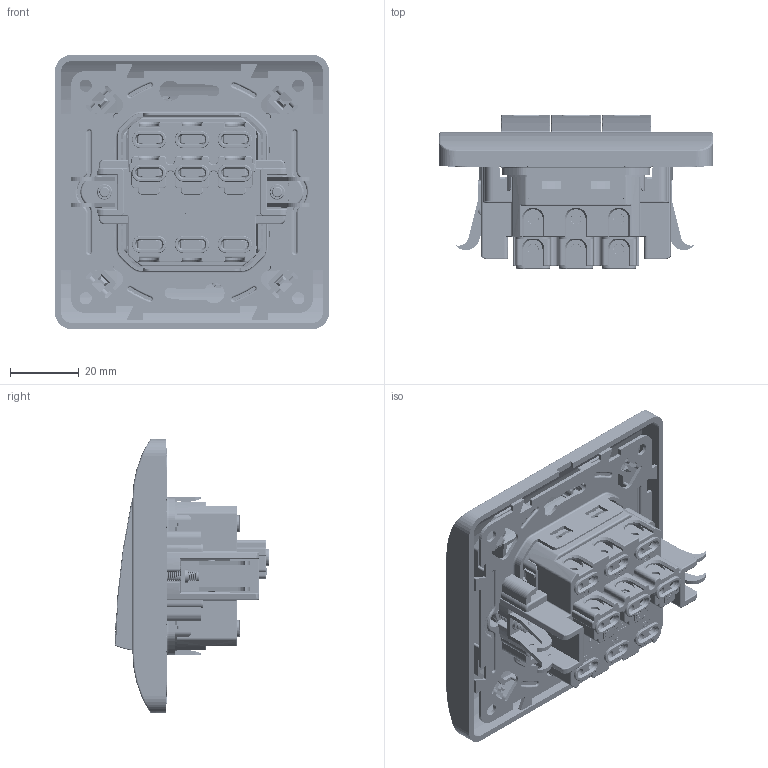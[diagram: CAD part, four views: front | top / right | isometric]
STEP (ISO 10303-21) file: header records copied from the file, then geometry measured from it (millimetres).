
FILE_DESCRIPTION((''),'2;1');
FILE_NAME('ASM0094_ASM','2024-01-25T',('wznwsJS'),(''),'PRO/ENGINEER BY PARAMETRIC TECHNOLOGY CORPORATION, 2008380','PRO/ENGINEER BY PARAMETRIC TECHNOLOGY CORPORATION, 2008380','');
FILE_SCHEMA(('CONFIG_CONTROL_DESIGN'));
Products named in the file (30): PRT0472; PRT0473; PRT0474; PRT0475; ASM0135_ASM; PRT0476; PRT0477; PRT0478; PRT0479; ASM0136_ASM; PRT0480; PRT0481; ASM0137_ASM; PRT0482; PRT0483; PRT0484; PRT0485; PRT0486; PRT0487; PRT0488; PRT0489; PRT0490; PRT0491; ASM0134_ASM; ASM0097_ASM; PRT0242; ASM0096_ASM; ASM0095_ASM; PRT0159; ASM0094_ASM
Assembly tree (47 placements, depth 7):
  ASM0094_ASM
    ASM0095_ASM
      ASM0096_ASM
        ASM0097_ASM
          ASM0134_ASM
            PRT0472
            ASM0135_ASM  x3
              PRT0473
              PRT0474
              PRT0475
            ASM0136_ASM  x6
              PRT0476
              PRT0477
              PRT0478
              PRT0479
            ASM0137_ASM  x3
              PRT0480
              PRT0481
            PRT0482
            PRT0483  x3
            PRT0484
            PRT0485
            PRT0486
            PRT0487  x3
            PRT0488
            PRT0489
            PRT0490
            PRT0491
        PRT0242
    PRT0488
    PRT0489
    PRT0159  x3
Bounding box: 80 x 44.91 x 80 mm (x, y, z)
Volume: 48025.8 mm3; surface area: 74880.5 mm2
Topology: 54 solids, 54 shells, 7344 faces, 20356 edges, 13209 vertices
Faces by surface type: plane 4698, cylinder 1877, torus 335, bspline 286, cone 91, sphere 45, extrusion 12
Entity records: 201806 total; most frequent: CARTESIAN_POINT 49373, ORIENTED_EDGE 32776, DIRECTION 30710, EDGE_CURVE 16388, VECTOR 11682, LINE 11670, VERTEX_POINT 10706, AXIS2_PLACEMENT_3D 9514
